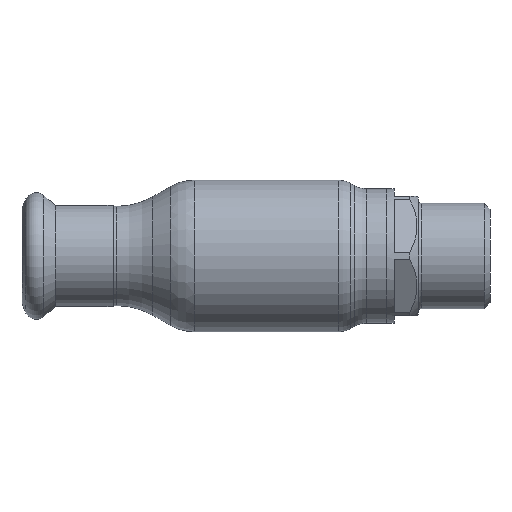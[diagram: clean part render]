
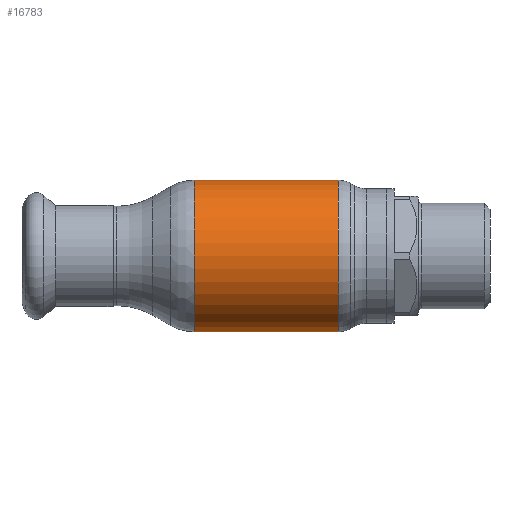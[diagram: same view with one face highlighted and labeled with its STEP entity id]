
A CAD part, front view. The second image highlights one B-rep face of the part: STEP entity #16783.
In plain terms, the highlighted cylindrical face has radius 19 mm (diameter 38 mm), a partial arc.
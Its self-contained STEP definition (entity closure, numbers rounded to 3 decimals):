
#4926 = VERTEX_POINT ( 'NONE', #20801 ) ;
#5161 = CIRCLE ( 'NONE', #50893, 19. ) ;
#5636 = VECTOR ( 'NONE', #18187, 1000. ) ;
#6283 = FACE_OUTER_BOUND ( 'NONE', #48324, .T. ) ;
#8029 = CARTESIAN_POINT ( 'NONE',  ( 18.035, 0., 19. ) ) ;
#8273 = CARTESIAN_POINT ( 'NONE',  ( -18.035, 0., 0. ) ) ;
#8439 = VERTEX_POINT ( 'NONE', #8029 ) ;
#8945 = EDGE_CURVE ( 'NONE', #45125, #4926, #22777, .T. ) ;
#11197 = EDGE_CURVE ( 'NONE', #4926, #29551, #33023, .T. ) ;
#16783 = ADVANCED_FACE ( 'NONE', ( #6283 ), #54385, .T. ) ;
#18187 = DIRECTION ( 'NONE',  ( -1., 0., 0. ) ) ;
#20062 = DIRECTION ( 'NONE',  ( 0., 0., 1. ) ) ;
#20801 = CARTESIAN_POINT ( 'NONE',  ( -18.035, 0., -19. ) ) ;
#22777 = LINE ( 'NONE', #39994, #5636 ) ;
#24003 = CARTESIAN_POINT ( 'NONE',  ( -62.69, 0., 0. ) ) ;
#24367 = DIRECTION ( 'NONE',  ( -1., 0., 0. ) ) ;
#24879 = EDGE_CURVE ( 'NONE', #8439, #29551, #41617, .T. ) ;
#29551 = VERTEX_POINT ( 'NONE', #41636 ) ;
#33023 = CIRCLE ( 'NONE', #53957, 19. ) ;
#33039 = DIRECTION ( 'NONE',  ( -1., 0., 0. ) ) ;
#34043 = DIRECTION ( 'NONE',  ( 0., 0., 1. ) ) ;
#35255 = EDGE_CURVE ( 'NONE', #45125, #8439, #5161, .T. ) ;
#36966 = CARTESIAN_POINT ( 'NONE',  ( 18.035, 0., 0. ) ) ;
#39994 = CARTESIAN_POINT ( 'NONE',  ( -62.69, 0., -19. ) ) ;
#41617 = LINE ( 'NONE', #55650, #48446 ) ;
#41636 = CARTESIAN_POINT ( 'NONE',  ( -18.035, 0., 19. ) ) ;
#42886 = ORIENTED_EDGE ( 'NONE', *, *, #35255, .T. ) ;
#44563 = ORIENTED_EDGE ( 'NONE', *, *, #8945, .F. ) ;
#45125 = VERTEX_POINT ( 'NONE', #56435 ) ;
#45424 = ORIENTED_EDGE ( 'NONE', *, *, #11197, .F. ) ;
#48324 = EDGE_LOOP ( 'NONE', ( #44563, #42886, #56652, #45424 ) ) ;
#48446 = VECTOR ( 'NONE', #33039, 1000. ) ;
#50094 = DIRECTION ( 'NONE',  ( 0., 0., 1. ) ) ;
#50658 = DIRECTION ( 'NONE',  ( -1., 0., 0. ) ) ;
#50893 = AXIS2_PLACEMENT_3D ( 'NONE', #36966, #24367, #20062 ) ;
#52084 = DIRECTION ( 'NONE',  ( -1., 0., 0. ) ) ;
#53030 = AXIS2_PLACEMENT_3D ( 'NONE', #24003, #50658, #50094 ) ;
#53957 = AXIS2_PLACEMENT_3D ( 'NONE', #8273, #52084, #34043 ) ;
#54385 = CYLINDRICAL_SURFACE ( 'NONE', #53030, 19. ) ;
#55650 = CARTESIAN_POINT ( 'NONE',  ( -62.69, 0., 19. ) ) ;
#56435 = CARTESIAN_POINT ( 'NONE',  ( 18.035, 0., -19. ) ) ;
#56652 = ORIENTED_EDGE ( 'NONE', *, *, #24879, .T. ) ;
